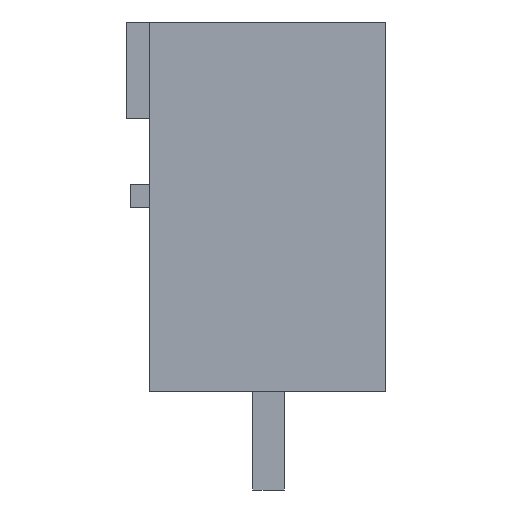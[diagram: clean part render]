
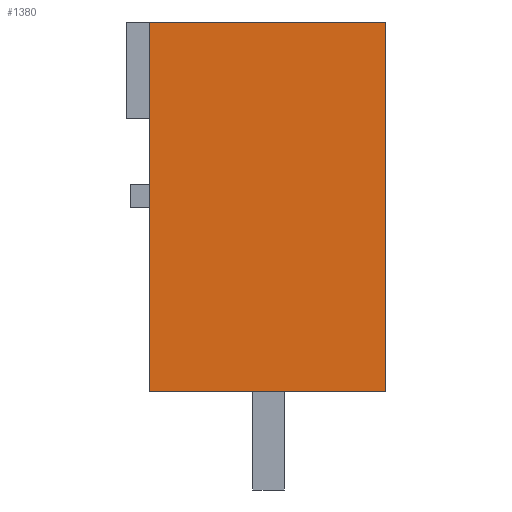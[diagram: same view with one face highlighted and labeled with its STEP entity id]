
A CAD part, left-side view. The second image highlights one B-rep face of the part: STEP entity #1380.
In plain terms, the highlighted planar face has unit normal (-1, 0, 0).
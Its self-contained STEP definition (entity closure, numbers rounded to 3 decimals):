
#1360=AXIS2_PLACEMENT_3D('Plane Axis2P3D',#1357,#1358,#1359) ;
#375=CARTESIAN_POINT('Vertex',(0.,7.68,3.2)) ;
#378=CARTESIAN_POINT('Line Origine',(0.,7.68,9.2)) ;
#382=CARTESIAN_POINT('Vertex',(0.,7.68,15.2)) ;
#1342=CARTESIAN_POINT('Vertex',(0.,0.,3.2)) ;
#1345=CARTESIAN_POINT('Line Origine',(0.,3.84,3.2)) ;
#1357=CARTESIAN_POINT('Axis2P3D Location',(0.,8.43,1.7)) ;
#1362=CARTESIAN_POINT('Line Origine',(0.,3.84,15.2)) ;
#1366=CARTESIAN_POINT('Vertex',(0.,0.,15.2)) ;
#1369=CARTESIAN_POINT('Line Origine',(0.,0.,9.2)) ;
#379=DIRECTION('Vector Direction',(0.,0.,-1.)) ;
#1346=DIRECTION('Vector Direction',(0.,-1.,0.)) ;
#1358=DIRECTION('Axis2P3D Direction',(-1.,0.,0.)) ;
#1359=DIRECTION('Axis2P3D XDirection',(0.,1.,0.)) ;
#1363=DIRECTION('Vector Direction',(0.,1.,0.)) ;
#1370=DIRECTION('Vector Direction',(0.,0.,1.)) ;
#380=VECTOR('Line Direction',#379,1.) ;
#1347=VECTOR('Line Direction',#1346,1.) ;
#1364=VECTOR('Line Direction',#1363,1.) ;
#1371=VECTOR('Line Direction',#1370,1.) ;
#1375=ORIENTED_EDGE('',*,*,#1368,.T.) ;
#1376=ORIENTED_EDGE('',*,*,#384,.T.) ;
#1377=ORIENTED_EDGE('',*,*,#1349,.T.) ;
#1378=ORIENTED_EDGE('',*,*,#1373,.T.) ;
#1380=ADVANCED_FACE('HOUSING',(#1379),#1361,.T.) ;
#384=EDGE_CURVE('',#383,#376,#381,.T.) ;
#1349=EDGE_CURVE('',#376,#1343,#1348,.T.) ;
#1368=EDGE_CURVE('',#1367,#383,#1365,.T.) ;
#1373=EDGE_CURVE('',#1343,#1367,#1372,.T.) ;
#1374=EDGE_LOOP('',(#1375,#1376,#1377,#1378)) ;
#1379=FACE_OUTER_BOUND('',#1374,.T.) ;
#381=LINE('Line',#378,#380) ;
#1348=LINE('Line',#1345,#1347) ;
#1365=LINE('Line',#1362,#1364) ;
#1372=LINE('Line',#1369,#1371) ;
#1361=PLANE('',#1360) ;
#376=VERTEX_POINT('',#375) ;
#383=VERTEX_POINT('',#382) ;
#1343=VERTEX_POINT('',#1342) ;
#1367=VERTEX_POINT('',#1366) ;
